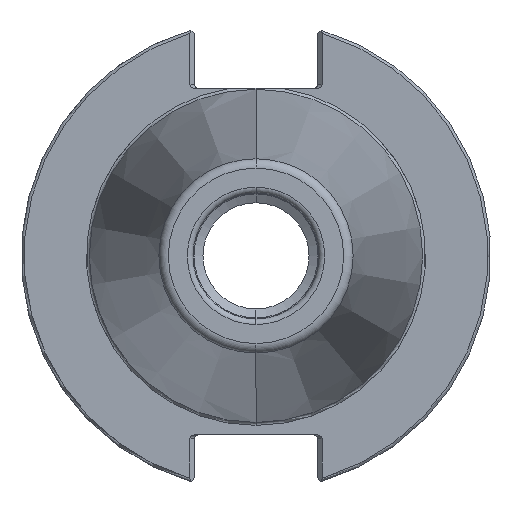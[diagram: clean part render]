
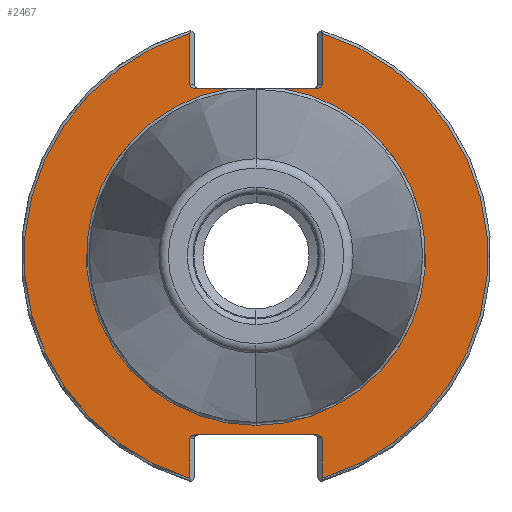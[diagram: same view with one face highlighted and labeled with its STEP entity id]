
A CAD part, left-side view. The second image highlights one B-rep face of the part: STEP entity #2467.
In plain terms, the highlighted planar face has unit normal (-1, 0, 0).
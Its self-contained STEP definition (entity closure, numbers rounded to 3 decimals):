
#6 = VERTEX_POINT ( 'NONE', #5066 ) ;
#52 = CARTESIAN_POINT ( 'NONE',  ( 3.175, 13.85, 35.9 ) ) ;
#205 = ORIENTED_EDGE ( 'NONE', *, *, #1725, .T. ) ;
#232 = LINE ( 'NONE', #3829, #4567 ) ;
#281 = ORIENTED_EDGE ( 'NONE', *, *, #4329, .T. ) ;
#416 = ORIENTED_EDGE ( 'NONE', *, *, #4246, .F. ) ;
#423 =( BOUNDED_CURVE ( )  B_SPLINE_CURVE ( 3, ( #4327, #2647, #2238, #5183 ),
 .UNSPECIFIED., .F., .F. ) 
 B_SPLINE_CURVE_WITH_KNOTS ( ( 4, 4 ),
 ( 3.142, 4.712 ),
 .UNSPECIFIED. ) 
 CURVE ( )  GEOMETRIC_REPRESENTATION_ITEM ( )  RATIONAL_B_SPLINE_CURVE ( ( 1., 0.805, 0.805, 1. ) ) 
 REPRESENTATION_ITEM ( '' )  );
#458 = DIRECTION ( 'NONE',  ( 0., 0., 1. ) ) ;
#483 = VERTEX_POINT ( 'NONE', #5007 ) ;
#516 = CARTESIAN_POINT ( 'NONE',  ( 3.175, -13.85, -37.831 ) ) ;
#721 = EDGE_CURVE ( 'NONE', #3693, #1283, #1480, .T. ) ;
#814 = DIRECTION ( 'NONE',  ( 0., 0., 1. ) ) ;
#895 = AXIS2_PLACEMENT_3D ( 'NONE', #2544, #4243, #1729 ) ;
#912 = AXIS2_PLACEMENT_3D ( 'NONE', #1184, #4125, #1604 ) ;
#981 = VERTEX_POINT ( 'NONE', #52 ) ;
#1102 = EDGE_CURVE ( 'NONE', #3693, #5223, #2523, .T. ) ;
#1131 = VERTEX_POINT ( 'NONE', #1162 ) ;
#1162 = CARTESIAN_POINT ( 'NONE',  ( 3.175, -13.85, -38.3 ) ) ;
#1164 = DIRECTION ( 'NONE',  ( 0., 0., -1. ) ) ;
#1184 = CARTESIAN_POINT ( 'NONE',  ( 3.175, 0., 0. ) ) ;
#1208 = CIRCLE ( 'NONE', #3318, 48.612 ) ;
#1283 = VERTEX_POINT ( 'NONE', #1654 ) ;
#1297 = ORIENTED_EDGE ( 'NONE', *, *, #4405, .F. ) ;
#1354 = DIRECTION ( 'NONE',  ( 1., 0., 0. ) ) ;
#1356 = CARTESIAN_POINT ( 'NONE',  ( 3.175, 0., 0. ) ) ;
#1469 = VERTEX_POINT ( 'NONE', #2147 ) ;
#1480 = LINE ( 'NONE', #4777, #1598 ) ;
#1493 = EDGE_CURVE ( 'NONE', #2323, #3630, #232, .T. ) ;
#1528 = EDGE_CURVE ( 'NONE', #5235, #1711, #1208, .T. ) ;
#1587 = ORIENTED_EDGE ( 'NONE', *, *, #5005, .T. ) ;
#1598 = VECTOR ( 'NONE', #4638, 1000. ) ;
#1604 = DIRECTION ( 'NONE',  ( 0., 0., 1. ) ) ;
#1654 = CARTESIAN_POINT ( 'NONE',  ( 3.175, 12.719, 35.1 ) ) ;
#1657 = ORIENTED_EDGE ( 'NONE', *, *, #3999, .T. ) ;
#1711 = VERTEX_POINT ( 'NONE', #3590 ) ;
#1725 = EDGE_CURVE ( 'NONE', #1283, #981, #2159, .T. ) ;
#1729 = DIRECTION ( 'NONE',  ( 0., 0., 1. ) ) ;
#1741 = CARTESIAN_POINT ( 'NONE',  ( 3.175, 13.85, -38.3 ) ) ;
#1769 = DIRECTION ( 'NONE',  ( 0., 0., 1. ) ) ;
#1907 = EDGE_CURVE ( 'NONE', #5235, #981, #1987, .T. ) ;
#1923 = CARTESIAN_POINT ( 'NONE',  ( 3.175, 13.85, 35.9 ) ) ;
#1976 = ORIENTED_EDGE ( 'NONE', *, *, #1907, .F. ) ;
#1987 = LINE ( 'NONE', #2431, #4101 ) ;
#2104 = CARTESIAN_POINT ( 'NONE',  ( 3.175, 35.525, 0. ) ) ;
#2109 = AXIS2_PLACEMENT_3D ( 'NONE', #2104, #1354, #4285 ) ;
#2147 = CARTESIAN_POINT ( 'NONE',  ( 3.175, 13.85, -38.3 ) ) ;
#2159 =( BOUNDED_CURVE ( )  B_SPLINE_CURVE ( 3, ( #3574, #4024, #4438, #1923 ),
 .UNSPECIFIED., .F., .F. ) 
 B_SPLINE_CURVE_WITH_KNOTS ( ( 4, 4 ),
 ( 4.712, 6.283 ),
 .UNSPECIFIED. ) 
 CURVE ( )  GEOMETRIC_REPRESENTATION_ITEM ( )  RATIONAL_B_SPLINE_CURVE ( ( 1., 0.805, 0.805, 1. ) ) 
 REPRESENTATION_ITEM ( '' )  );
#2167 = CARTESIAN_POINT ( 'NONE',  ( 3.175, 13.381, -37.5 ) ) ;
#2172 = CARTESIAN_POINT ( 'NONE',  ( 3.175, -13.381, -37.5 ) ) ;
#2235 = ORIENTED_EDGE ( 'NONE', *, *, #1493, .T. ) ;
#2238 = CARTESIAN_POINT ( 'NONE',  ( 3.175, -13.381, 35.1 ) ) ;
#2285 = LINE ( 'NONE', #2958, #4381 ) ;
#2323 = VERTEX_POINT ( 'NONE', #4112 ) ;
#2327 = DIRECTION ( 'NONE',  ( -1., 0., 0. ) ) ;
#2418 = ORIENTED_EDGE ( 'NONE', *, *, #1528, .T. ) ;
#2431 = CARTESIAN_POINT ( 'NONE',  ( 3.175, 13.85, 0. ) ) ;
#2467 = ADVANCED_FACE ( 'NONE', ( #3492 ), #3011, .F. ) ;
#2476 = CARTESIAN_POINT ( 'NONE',  ( 3.175, 13.85, -49.212 ) ) ;
#2523 = CIRCLE ( 'NONE', #895, 35.525 ) ;
#2542 = VECTOR ( 'NONE', #5029, 1000. ) ;
#2544 = CARTESIAN_POINT ( 'NONE',  ( 3.175, 0., 0. ) ) ;
#2647 = CARTESIAN_POINT ( 'NONE',  ( 3.175, -13.85, 35.431 ) ) ;
#2668 = CARTESIAN_POINT ( 'NONE',  ( 3.175, -5.479, 35.1 ) ) ;
#2776 = ORIENTED_EDGE ( 'NONE', *, *, #4506, .T. ) ;
#2826 = CARTESIAN_POINT ( 'NONE',  ( 3.175, -12.719, -37.5 ) ) ;
#2905 =( BOUNDED_CURVE ( )  B_SPLINE_CURVE ( 3, ( #5117, #2172, #516, #3431 ),
 .UNSPECIFIED., .F., .F. ) 
 B_SPLINE_CURVE_WITH_KNOTS ( ( 4, 4 ),
 ( 4.712, 6.283 ),
 .UNSPECIFIED. ) 
 CURVE ( )  GEOMETRIC_REPRESENTATION_ITEM ( )  RATIONAL_B_SPLINE_CURVE ( ( 1., 0.805, 0.805, 1. ) ) 
 REPRESENTATION_ITEM ( '' )  );
#2958 = CARTESIAN_POINT ( 'NONE',  ( 3.175, -13.85, -49.212 ) ) ;
#3011 = PLANE ( 'NONE',  #2109 ) ;
#3160 = VERTEX_POINT ( 'NONE', #5133 ) ;
#3187 = VECTOR ( 'NONE', #4579, 1000. ) ;
#3263 =( BOUNDED_CURVE ( )  B_SPLINE_CURVE ( 3, ( #1741, #5093, #2167, #5110 ),
 .UNSPECIFIED., .F., .F. ) 
 B_SPLINE_CURVE_WITH_KNOTS ( ( 4, 4 ),
 ( 3.142, 4.712 ),
 .UNSPECIFIED. ) 
 CURVE ( )  GEOMETRIC_REPRESENTATION_ITEM ( )  RATIONAL_B_SPLINE_CURVE ( ( 1., 0.805, 0.805, 1. ) ) 
 REPRESENTATION_ITEM ( '' )  );
#3314 = LINE ( 'NONE', #2476, #3187 ) ;
#3318 = AXIS2_PLACEMENT_3D ( 'NONE', #1356, #4287, #1769 ) ;
#3340 = VECTOR ( 'NONE', #814, 1000. ) ;
#3431 = CARTESIAN_POINT ( 'NONE',  ( 3.175, -13.85, -38.3 ) ) ;
#3492 = FACE_OUTER_BOUND ( 'NONE', #4420, .T. ) ;
#3527 = LINE ( 'NONE', #4605, #2542 ) ;
#3574 = CARTESIAN_POINT ( 'NONE',  ( 3.175, 12.719, 35.1 ) ) ;
#3590 = CARTESIAN_POINT ( 'NONE',  ( 3.175, 13.85, -46.598 ) ) ;
#3621 = AXIS2_PLACEMENT_3D ( 'NONE', #4848, #2327, #5270 ) ;
#3630 = VERTEX_POINT ( 'NONE', #2668 ) ;
#3687 = ORIENTED_EDGE ( 'NONE', *, *, #5387, .T. ) ;
#3693 = VERTEX_POINT ( 'NONE', #4081 ) ;
#3737 = EDGE_CURVE ( 'NONE', #6, #483, #4468, .T. ) ;
#3746 = CARTESIAN_POINT ( 'NONE',  ( 3.175, -13.85, 0. ) ) ;
#3829 = CARTESIAN_POINT ( 'NONE',  ( 3.175, 35.525, 35.1 ) ) ;
#3840 = CARTESIAN_POINT ( 'NONE',  ( 3.175, -13.85, -46.598 ) ) ;
#3999 = EDGE_CURVE ( 'NONE', #6, #2323, #423, .T. ) ;
#4024 = CARTESIAN_POINT ( 'NONE',  ( 3.175, 13.381, 35.1 ) ) ;
#4032 = ORIENTED_EDGE ( 'NONE', *, *, #1102, .F. ) ;
#4063 = CIRCLE ( 'NONE', #912, 35.525 ) ;
#4065 = CARTESIAN_POINT ( 'NONE',  ( 3.175, 0., -35.525 ) ) ;
#4081 = CARTESIAN_POINT ( 'NONE',  ( 3.175, 5.479, 35.1 ) ) ;
#4101 = VECTOR ( 'NONE', #1164, 1000. ) ;
#4112 = CARTESIAN_POINT ( 'NONE',  ( 3.175, -12.719, 35.1 ) ) ;
#4125 = DIRECTION ( 'NONE',  ( -1., 0., 0. ) ) ;
#4243 = DIRECTION ( 'NONE',  ( -1., 0., 0. ) ) ;
#4246 = EDGE_CURVE ( 'NONE', #5223, #3630, #4063, .T. ) ;
#4285 = DIRECTION ( 'NONE',  ( 0., 0., -1. ) ) ;
#4287 = DIRECTION ( 'NONE',  ( -1., 0., 0. ) ) ;
#4327 = CARTESIAN_POINT ( 'NONE',  ( 3.175, -13.85, 35.9 ) ) ;
#4329 = EDGE_CURVE ( 'NONE', #3160, #4739, #3527, .T. ) ;
#4381 = VECTOR ( 'NONE', #458, 1000. ) ;
#4405 = EDGE_CURVE ( 'NONE', #4569, #1131, #2285, .T. ) ;
#4420 = EDGE_LOOP ( 'NONE', ( #3687, #1587, #281, #2776, #1297, #5115, #4462, #1657, #2235, #416, #4032, #4766, #205, #1976, #2418 ) ) ;
#4438 = CARTESIAN_POINT ( 'NONE',  ( 3.175, 13.85, 35.431 ) ) ;
#4445 = CIRCLE ( 'NONE', #3621, 48.612 ) ;
#4462 = ORIENTED_EDGE ( 'NONE', *, *, #3737, .F. ) ;
#4468 = LINE ( 'NONE', #3746, #3340 ) ;
#4506 = EDGE_CURVE ( 'NONE', #4739, #1131, #2905, .T. ) ;
#4567 = VECTOR ( 'NONE', #4674, 1000. ) ;
#4569 = VERTEX_POINT ( 'NONE', #3840 ) ;
#4579 = DIRECTION ( 'NONE',  ( 0., 0., 1. ) ) ;
#4605 = CARTESIAN_POINT ( 'NONE',  ( 3.175, -13.85, -37.5 ) ) ;
#4638 = DIRECTION ( 'NONE',  ( 0., 1., 0. ) ) ;
#4674 = DIRECTION ( 'NONE',  ( 0., 1., 0. ) ) ;
#4705 = EDGE_CURVE ( 'NONE', #4569, #483, #4445, .T. ) ;
#4739 = VERTEX_POINT ( 'NONE', #2826 ) ;
#4766 = ORIENTED_EDGE ( 'NONE', *, *, #721, .T. ) ;
#4777 = CARTESIAN_POINT ( 'NONE',  ( 3.175, 35.525, 35.1 ) ) ;
#4848 = CARTESIAN_POINT ( 'NONE',  ( 3.175, 0., 0. ) ) ;
#5005 = EDGE_CURVE ( 'NONE', #1469, #3160, #3263, .T. ) ;
#5007 = CARTESIAN_POINT ( 'NONE',  ( 3.175, -13.85, 46.598 ) ) ;
#5029 = DIRECTION ( 'NONE',  ( 0., -1., 0. ) ) ;
#5066 = CARTESIAN_POINT ( 'NONE',  ( 3.175, -13.85, 35.9 ) ) ;
#5093 = CARTESIAN_POINT ( 'NONE',  ( 3.175, 13.85, -37.831 ) ) ;
#5110 = CARTESIAN_POINT ( 'NONE',  ( 3.175, 12.719, -37.5 ) ) ;
#5115 = ORIENTED_EDGE ( 'NONE', *, *, #4705, .T. ) ;
#5117 = CARTESIAN_POINT ( 'NONE',  ( 3.175, -12.719, -37.5 ) ) ;
#5133 = CARTESIAN_POINT ( 'NONE',  ( 3.175, 12.719, -37.5 ) ) ;
#5183 = CARTESIAN_POINT ( 'NONE',  ( 3.175, -12.719, 35.1 ) ) ;
#5223 = VERTEX_POINT ( 'NONE', #4065 ) ;
#5235 = VERTEX_POINT ( 'NONE', #5316 ) ;
#5270 = DIRECTION ( 'NONE',  ( 0., 0., 1. ) ) ;
#5316 = CARTESIAN_POINT ( 'NONE',  ( 3.175, 13.85, 46.598 ) ) ;
#5387 = EDGE_CURVE ( 'NONE', #1711, #1469, #3314, .T. ) ;
